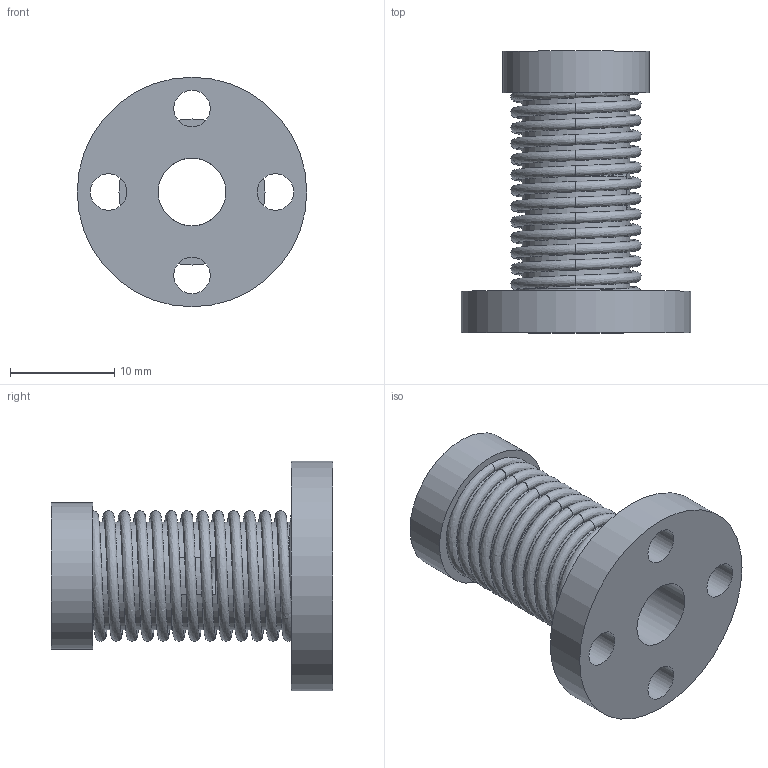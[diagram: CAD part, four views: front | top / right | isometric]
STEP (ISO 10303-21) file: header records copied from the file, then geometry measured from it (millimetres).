
FILE_DESCRIPTION(('FreeCAD Model'),'2;1');
FILE_NAME('Open CASCADE Shape Model','2021-07-26T21:34:56',('Author'),( ''),'Open CASCADE STEP processor 7.5','FreeCAD','Unknown');
FILE_SCHEMA(('AUTOMOTIVE_DESIGN { 1 0 10303 214 1 1 1 1 }'));
Length unit declared in the file: millimetre
Products named in the file (4): AntiBacklashNut; MainBody; TensionBody; Spring
Assembly tree (3 placements, depth 2):
  AntiBacklashNut
    MainBody
    TensionBody
    Spring
Bounding box: 22 x 27 x 22 mm (x, y, z)
Volume: 2980.7 mm3; surface area: 4143.5 mm2
Topology: 3 solids, 3 shells, 48 faces, 117 edges, 76 vertices
Faces by surface type: plane 21, bspline 14, cylinder 12, torus 1
Full cylindrical faces by diameter (mm): 3.5 x4, 6.5 x2, 10.3 x2, 14 x1, 22 x1
Entity records: 6349 total; most frequent: CARTESIAN_POINT 4047, DIRECTION 385, ORIENTED_EDGE 234, PCURVE 234, DEFINITIONAL_REPRESENTATION 234, LINE 198, VECTOR 198, EDGE_CURVE 117
